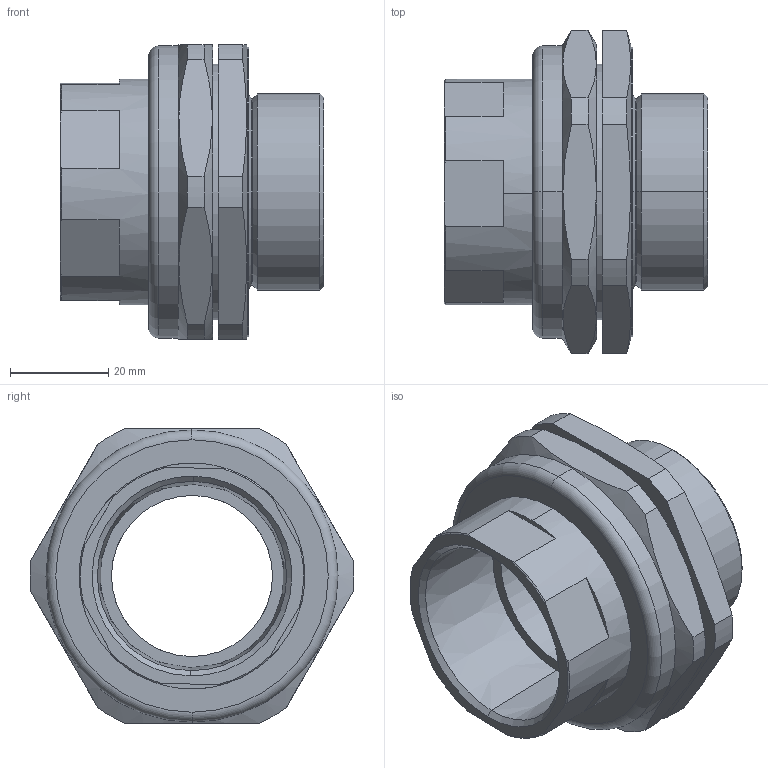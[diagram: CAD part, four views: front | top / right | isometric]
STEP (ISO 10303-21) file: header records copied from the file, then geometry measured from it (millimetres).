
FILE_DESCRIPTION (( 'STEP AP203' ), '1' );
FILE_NAME ('780DM5T45.STEP', '2023-03-29T08:15:09', ( '' ), ( '' ), 'SwSTEP 2.0', 'SolidWorks 2021', '' );
FILE_SCHEMA (( 'CONFIG_CONTROL_DESIGN' ));
Length unit declared in the file: millimetre
Products named in the file (1): 780DM5T45
Bounding box: 53.63 x 65.97 x 60 mm (x, y, z)
Volume: 56313.6 mm3; surface area: 20142.2 mm2
Topology: 1 solids, 3 shells, 97 faces, 238 edges, 150 vertices
Faces by surface type: cone 36, plane 33, cylinder 26, torus 2
Entity records: 3103 total; most frequent: CARTESIAN_POINT 714, DIRECTION 500, ORIENTED_EDGE 476, EDGE_CURVE 238, AXIS2_PLACEMENT_3D 204, VERTEX_POINT 150, CIRCLE 106, EDGE_LOOP 106
